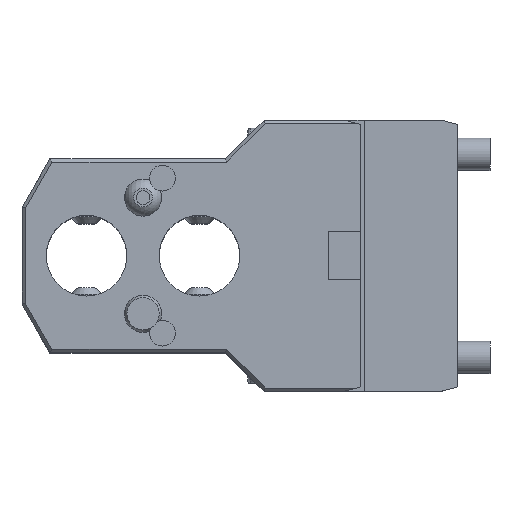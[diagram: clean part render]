
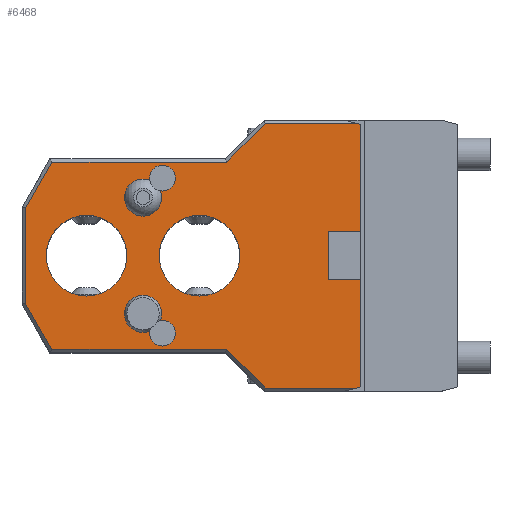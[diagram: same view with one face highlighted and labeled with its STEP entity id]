
A CAD part, top view. The second image highlights one B-rep face of the part: STEP entity #6468.
In plain terms, the highlighted planar face has unit normal (0, 0, 1).
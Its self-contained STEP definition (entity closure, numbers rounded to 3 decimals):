
#9=DIRECTION('',(0.,1.,0.));
#10=VECTOR('',#9,33.16);
#11=CARTESIAN_POINT('',(-25.,-40.66,55.5));
#12=LINE('',#11,#10);
#25=DIRECTION('',(0.,1.,0.));
#26=VECTOR('',#25,33.16);
#27=CARTESIAN_POINT('',(-25.,7.5,55.5));
#28=LINE('',#27,#26);
#37=DIRECTION('',(0.966,-0.259,0.));
#38=VECTOR('',#37,1.313);
#39=CARTESIAN_POINT('',(-26.268,41.,55.5));
#40=LINE('',#39,#38);
#41=DIRECTION('',(-1.,0.,0.));
#42=VECTOR('',#41,10.);
#43=CARTESIAN_POINT('',(-25.,7.5,55.5));
#44=LINE('',#43,#42);
#45=DIRECTION('',(0.,1.,0.));
#46=VECTOR('',#45,15.);
#47=CARTESIAN_POINT('',(-35.,-7.5,55.5));
#48=LINE('',#47,#46);
#49=DIRECTION('',(-1.,0.,0.));
#50=VECTOR('',#49,10.);
#51=CARTESIAN_POINT('',(-25.,-7.5,55.5));
#52=LINE('',#51,#50);
#53=DIRECTION('',(-0.966,-0.259,0.));
#54=VECTOR('',#53,1.313);
#55=CARTESIAN_POINT('',(-25.,-40.66,55.5));
#56=LINE('',#55,#54);
#57=CARTESIAN_POINT('',(-110.,0.,55.5));
#58=DIRECTION('',(0.,0.,1.));
#59=DIRECTION('',(0.,1.,0.));
#60=AXIS2_PLACEMENT_3D('',#57,#58,#59);
#62=CARTESIAN_POINT('',(-110.,0.,55.5));
#63=DIRECTION('',(0.,0.,1.));
#64=DIRECTION('',(0.,-1.,0.));
#65=AXIS2_PLACEMENT_3D('',#62,#63,#64);
#67=CARTESIAN_POINT('',(-75.,0.,55.5));
#68=DIRECTION('',(0.,0.,1.));
#69=DIRECTION('',(0.,1.,0.));
#70=AXIS2_PLACEMENT_3D('',#67,#68,#69);
#72=CARTESIAN_POINT('',(-75.,0.,55.5));
#73=DIRECTION('',(0.,0.,1.));
#74=DIRECTION('',(0.,-1.,0.));
#75=AXIS2_PLACEMENT_3D('',#72,#73,#74);
#749=DIRECTION('',(0.707,0.707,0.));
#750=VECTOR('',#749,16.971);
#751=CARTESIAN_POINT('',(-66.586,29.,55.5));
#752=LINE('',#751,#750);
#761=DIRECTION('',(1.,0.,0.));
#762=VECTOR('',#761,54.177);
#763=CARTESIAN_POINT('',(-120.762,29.,55.5));
#764=LINE('',#763,#762);
#773=DIRECTION('',(0.5,0.866,0.));
#774=VECTOR('',#773,16.475);
#775=CARTESIAN_POINT('',(-129.,14.732,55.5));
#776=LINE('',#775,#774);
#789=DIRECTION('',(0.,1.,0.));
#790=VECTOR('',#789,29.464);
#791=CARTESIAN_POINT('',(-129.,-14.732,55.5));
#792=LINE('',#791,#790);
#797=DIRECTION('',(-0.5,0.866,0.));
#798=VECTOR('',#797,16.475);
#799=CARTESIAN_POINT('',(-120.762,-29.,55.5));
#800=LINE('',#799,#798);
#809=DIRECTION('',(-1.,0.,0.));
#810=VECTOR('',#809,54.177);
#811=CARTESIAN_POINT('',(-66.586,-29.,55.5));
#812=LINE('',#811,#810);
#821=DIRECTION('',(-0.707,0.707,0.));
#822=VECTOR('',#821,16.971);
#823=CARTESIAN_POINT('',(-54.586,-41.,55.5));
#824=LINE('',#823,#822);
#841=DIRECTION('',(-1.,0.,0.));
#842=VECTOR('',#841,28.318);
#843=CARTESIAN_POINT('',(-26.268,-41.,55.5));
#844=LINE('',#843,#842);
#1433=DIRECTION('',(-1.,0.,0.));
#1434=VECTOR('',#1433,28.318);
#1435=CARTESIAN_POINT('',(-26.268,41.,55.5));
#1436=LINE('',#1435,#1434);
#5123=CARTESIAN_POINT('',(-92.5,18.,55.5));
#5124=DIRECTION('',(0.,0.,1.));
#5125=DIRECTION('',(0.,1.,0.));
#5126=AXIS2_PLACEMENT_3D('',#5123,#5124,#5125);
#5128=CARTESIAN_POINT('',(-92.5,18.,55.5));
#5129=DIRECTION('',(0.,0.,1.));
#5130=DIRECTION('',(0.,-1.,0.));
#5131=AXIS2_PLACEMENT_3D('',#5128,#5129,#5130);
#5171=CARTESIAN_POINT('',(-92.5,-18.,55.5));
#5172=DIRECTION('',(0.,0.,1.));
#5173=DIRECTION('',(0.,1.,0.));
#5174=AXIS2_PLACEMENT_3D('',#5171,#5172,#5173);
#5176=CARTESIAN_POINT('',(-92.5,-18.,55.5));
#5177=DIRECTION('',(0.,0.,1.));
#5178=DIRECTION('',(0.,-1.,0.));
#5179=AXIS2_PLACEMENT_3D('',#5176,#5177,#5178);
#5255=CARTESIAN_POINT('',(-86.49,24.01,55.5));
#5256=DIRECTION('',(0.,0.,-1.));
#5257=DIRECTION('',(-1.,0.,0.));
#5258=AXIS2_PLACEMENT_3D('',#5255,#5256,#5257);
#5260=CARTESIAN_POINT('',(-86.49,24.01,55.5));
#5261=DIRECTION('',(0.,0.,-1.));
#5262=DIRECTION('',(1.,0.,0.));
#5263=AXIS2_PLACEMENT_3D('',#5260,#5261,#5262);
#5319=CARTESIAN_POINT('',(-86.49,-24.01,55.5));
#5320=DIRECTION('',(0.,0.,-1.));
#5321=DIRECTION('',(-1.,0.,0.));
#5322=AXIS2_PLACEMENT_3D('',#5319,#5320,#5321);
#5324=CARTESIAN_POINT('',(-86.49,-24.01,55.5));
#5325=DIRECTION('',(0.,0.,-1.));
#5326=DIRECTION('',(1.,0.,0.));
#5327=AXIS2_PLACEMENT_3D('',#5324,#5325,#5326);
#5679=CARTESIAN_POINT('',(-110.,12.5,55.5));
#5680=CARTESIAN_POINT('',(-110.,-12.5,55.5));
#5681=VERTEX_POINT('',#5679);
#5682=VERTEX_POINT('',#5680);
#5683=CARTESIAN_POINT('',(-75.,12.5,55.5));
#5684=CARTESIAN_POINT('',(-75.,-12.5,55.5));
#5685=VERTEX_POINT('',#5683);
#5686=VERTEX_POINT('',#5684);
#5743=CARTESIAN_POINT('',(-25.,-7.5,55.5));
#5744=CARTESIAN_POINT('',(-35.,-7.5,55.5));
#5745=VERTEX_POINT('',#5743);
#5746=VERTEX_POINT('',#5744);
#5747=CARTESIAN_POINT('',(-25.,7.5,55.5));
#5748=CARTESIAN_POINT('',(-35.,7.5,55.5));
#5749=VERTEX_POINT('',#5747);
#5750=VERTEX_POINT('',#5748);
#5751=CARTESIAN_POINT('',(-54.586,-41.,55.5));
#5752=CARTESIAN_POINT('',(-66.586,-29.,55.5));
#5753=VERTEX_POINT('',#5751);
#5754=VERTEX_POINT('',#5752);
#5759=CARTESIAN_POINT('',(-120.762,-29.,55.5));
#5760=VERTEX_POINT('',#5759);
#5763=CARTESIAN_POINT('',(-129.,-14.732,55.5));
#5764=VERTEX_POINT('',#5763);
#5769=CARTESIAN_POINT('',(-129.,14.732,55.5));
#5770=VERTEX_POINT('',#5769);
#5771=CARTESIAN_POINT('',(-120.762,29.,55.5));
#5772=VERTEX_POINT('',#5771);
#5775=CARTESIAN_POINT('',(-66.586,29.,55.5));
#5776=VERTEX_POINT('',#5775);
#5779=CARTESIAN_POINT('',(-54.586,41.,55.5));
#5780=VERTEX_POINT('',#5779);
#5823=CARTESIAN_POINT('',(-26.268,41.,55.5));
#5824=CARTESIAN_POINT('',(-25.,40.66,55.5));
#5825=VERTEX_POINT('',#5823);
#5826=VERTEX_POINT('',#5824);
#5827=CARTESIAN_POINT('',(-25.,-40.66,55.5));
#5828=CARTESIAN_POINT('',(-26.268,-41.,55.5));
#5829=VERTEX_POINT('',#5827);
#5830=VERTEX_POINT('',#5828);
#5851=CARTESIAN_POINT('',(-92.5,23.754,55.5));
#5852=CARTESIAN_POINT('',(-92.5,12.246,55.5));
#5853=VERTEX_POINT('',#5851);
#5854=VERTEX_POINT('',#5852);
#5859=CARTESIAN_POINT('',(-92.5,-12.246,55.5));
#5860=CARTESIAN_POINT('',(-92.5,-23.754,55.5));
#5861=VERTEX_POINT('',#5859);
#5862=VERTEX_POINT('',#5860);
#5879=CARTESIAN_POINT('',(-88.49,24.01,55.5));
#5880=CARTESIAN_POINT('',(-84.49,24.01,55.5));
#5881=VERTEX_POINT('',#5879);
#5882=VERTEX_POINT('',#5880);
#5883=CARTESIAN_POINT('',(-88.49,-24.01,55.5));
#5884=CARTESIAN_POINT('',(-84.49,-24.01,55.5));
#5885=VERTEX_POINT('',#5883);
#5886=VERTEX_POINT('',#5884);
#6396=CARTESIAN_POINT('',(-25.,-42.,55.5));
#6397=DIRECTION('',(0.,0.,1.));
#6398=DIRECTION('',(0.,1.,0.));
#6399=AXIS2_PLACEMENT_3D('',#6396,#6397,#6398);
#6400=PLANE('',#6399);
#6401=ORIENTED_EDGE('',*,*,#6387,.T.);
#6402=ORIENTED_EDGE('',*,*,#6354,.F.);
#6404=ORIENTED_EDGE('',*,*,#6403,.T.);
#6406=ORIENTED_EDGE('',*,*,#6405,.F.);
#6408=ORIENTED_EDGE('',*,*,#6407,.F.);
#6409=ORIENTED_EDGE('',*,*,#6346,.F.);
#6411=ORIENTED_EDGE('',*,*,#6410,.T.);
#6413=ORIENTED_EDGE('',*,*,#6412,.T.);
#6415=ORIENTED_EDGE('',*,*,#6414,.T.);
#6417=ORIENTED_EDGE('',*,*,#6416,.T.);
#6419=ORIENTED_EDGE('',*,*,#6418,.T.);
#6421=ORIENTED_EDGE('',*,*,#6420,.T.);
#6423=ORIENTED_EDGE('',*,*,#6422,.T.);
#6425=ORIENTED_EDGE('',*,*,#6424,.T.);
#6427=ORIENTED_EDGE('',*,*,#6426,.T.);
#6429=ORIENTED_EDGE('',*,*,#6428,.F.);
#6430=EDGE_LOOP('',(#6401,#6402,#6404,#6406,#6408,#6409,#6411,#6413,#6415,#6417,
#6419,#6421,#6423,#6425,#6427,#6429));
#6431=FACE_OUTER_BOUND('',#6430,.F.);
#6433=ORIENTED_EDGE('',*,*,#6432,.T.);
#6435=ORIENTED_EDGE('',*,*,#6434,.T.);
#6436=EDGE_LOOP('',(#6433,#6435));
#6437=FACE_BOUND('',#6436,.F.);
#6439=ORIENTED_EDGE('',*,*,#6438,.T.);
#6441=ORIENTED_EDGE('',*,*,#6440,.T.);
#6442=EDGE_LOOP('',(#6439,#6441));
#6443=FACE_BOUND('',#6442,.F.);
#6445=ORIENTED_EDGE('',*,*,#6444,.T.);
#6447=ORIENTED_EDGE('',*,*,#6446,.T.);
#6448=EDGE_LOOP('',(#6445,#6447));
#6449=FACE_BOUND('',#6448,.F.);
#6451=ORIENTED_EDGE('',*,*,#6450,.T.);
#6453=ORIENTED_EDGE('',*,*,#6452,.T.);
#6454=EDGE_LOOP('',(#6451,#6453));
#6455=FACE_BOUND('',#6454,.F.);
#6457=ORIENTED_EDGE('',*,*,#6456,.F.);
#6459=ORIENTED_EDGE('',*,*,#6458,.F.);
#6460=EDGE_LOOP('',(#6457,#6459));
#6461=FACE_BOUND('',#6460,.F.);
#6463=ORIENTED_EDGE('',*,*,#6462,.F.);
#6465=ORIENTED_EDGE('',*,*,#6464,.F.);
#6466=EDGE_LOOP('',(#6463,#6465));
#6467=FACE_BOUND('',#6466,.F.);
#6468=ADVANCED_FACE('',(#6431,#6437,#6443,#6449,#6455,#6461,#6467),#6400,.T.);
#61=CIRCLE('',#60,12.5);
#66=CIRCLE('',#65,12.5);
#71=CIRCLE('',#70,12.5);
#76=CIRCLE('',#75,12.5);
#5127=CIRCLE('',#5126,5.754);
#5132=CIRCLE('',#5131,5.754);
#5175=CIRCLE('',#5174,5.754);
#5180=CIRCLE('',#5179,5.754);
#5259=CIRCLE('',#5258,2.);
#5264=CIRCLE('',#5263,2.);
#5323=CIRCLE('',#5322,2.);
#5328=CIRCLE('',#5327,2.);
#6346=EDGE_CURVE('',#5829,#5745,#12,.T.);
#6354=EDGE_CURVE('',#5749,#5826,#28,.T.);
#6387=EDGE_CURVE('',#5825,#5826,#40,.T.);
#6403=EDGE_CURVE('',#5749,#5750,#44,.T.);
#6405=EDGE_CURVE('',#5746,#5750,#48,.T.);
#6407=EDGE_CURVE('',#5745,#5746,#52,.T.);
#6410=EDGE_CURVE('',#5829,#5830,#56,.T.);
#6412=EDGE_CURVE('',#5830,#5753,#844,.T.);
#6414=EDGE_CURVE('',#5753,#5754,#824,.T.);
#6416=EDGE_CURVE('',#5754,#5760,#812,.T.);
#6418=EDGE_CURVE('',#5760,#5764,#800,.T.);
#6420=EDGE_CURVE('',#5764,#5770,#792,.T.);
#6422=EDGE_CURVE('',#5770,#5772,#776,.T.);
#6424=EDGE_CURVE('',#5772,#5776,#764,.T.);
#6426=EDGE_CURVE('',#5776,#5780,#752,.T.);
#6428=EDGE_CURVE('',#5825,#5780,#1436,.T.);
#6432=EDGE_CURVE('',#5681,#5682,#61,.T.);
#6434=EDGE_CURVE('',#5682,#5681,#66,.T.);
#6438=EDGE_CURVE('',#5685,#5686,#71,.T.);
#6440=EDGE_CURVE('',#5686,#5685,#76,.T.);
#6444=EDGE_CURVE('',#5853,#5854,#5127,.T.);
#6446=EDGE_CURVE('',#5854,#5853,#5132,.T.);
#6450=EDGE_CURVE('',#5861,#5862,#5175,.T.);
#6452=EDGE_CURVE('',#5862,#5861,#5180,.T.);
#6456=EDGE_CURVE('',#5881,#5882,#5259,.T.);
#6458=EDGE_CURVE('',#5882,#5881,#5264,.T.);
#6462=EDGE_CURVE('',#5885,#5886,#5323,.T.);
#6464=EDGE_CURVE('',#5886,#5885,#5328,.T.);
